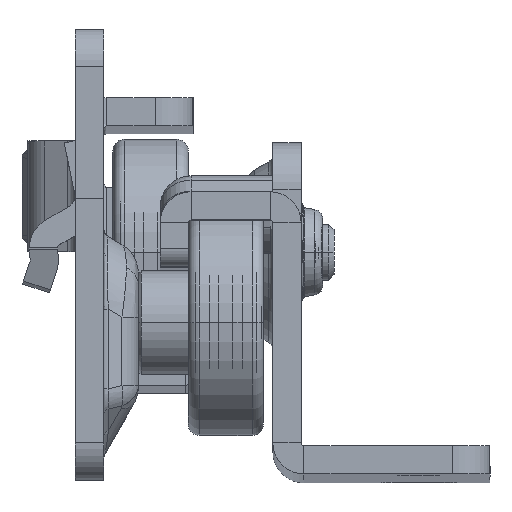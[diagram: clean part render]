
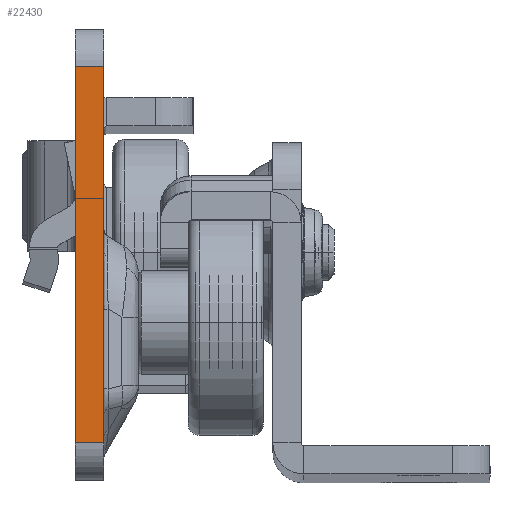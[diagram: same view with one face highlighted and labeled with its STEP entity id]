
A CAD part, top view. The second image highlights one B-rep face of the part: STEP entity #22430.
In plain terms, the highlighted planar face has unit normal (0, 0, 1).
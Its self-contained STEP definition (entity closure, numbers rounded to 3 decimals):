
#1354 = VECTOR ( 'NONE', #19081, 1000. ) ;
#2079 = VERTEX_POINT ( 'NONE', #2486 ) ;
#2197 = VERTEX_POINT ( 'NONE', #7441 ) ;
#2486 = CARTESIAN_POINT ( 'NONE',  ( 0., 18.3, 0. ) ) ;
#4388 = VECTOR ( 'NONE', #23428, 1000. ) ;
#4643 = CARTESIAN_POINT ( 'NONE',  ( -3., 18.3, 0. ) ) ;
#4909 = CARTESIAN_POINT ( 'NONE',  ( -122.719, -21.7, 0. ) ) ;
#4926 = VERTEX_POINT ( 'NONE', #22062 ) ;
#5688 = CARTESIAN_POINT ( 'NONE',  ( -3., -29.094, 0. ) ) ;
#6909 = LINE ( 'NONE', #4643, #18761 ) ;
#6917 = PLANE ( 'NONE',  #19413 ) ;
#7017 = VERTEX_POINT ( 'NONE', #20801 ) ;
#7441 = CARTESIAN_POINT ( 'NONE',  ( 0., -21.7, 0. ) ) ;
#9042 = FACE_OUTER_BOUND ( 'NONE', #21028, .T. ) ;
#9181 = DIRECTION ( 'NONE',  ( 1., 0., 0. ) ) ;
#9524 = EDGE_CURVE ( 'NONE', #7017, #2079, #6909, .T. ) ;
#11126 = DIRECTION ( 'NONE',  ( 1., 0., 0. ) ) ;
#12056 = EDGE_CURVE ( 'NONE', #7017, #4926, #19030, .T. ) ;
#12246 = LINE ( 'NONE', #12665, #1354 ) ;
#12665 = CARTESIAN_POINT ( 'NONE',  ( 0., -29.094, 0. ) ) ;
#13413 = DIRECTION ( 'NONE',  ( 0., 0., 1. ) ) ;
#15935 = ORIENTED_EDGE ( 'NONE', *, *, #12056, .T. ) ;
#18194 = VECTOR ( 'NONE', #11126, 1000. ) ;
#18761 = VECTOR ( 'NONE', #26776, 1000. ) ;
#19030 = LINE ( 'NONE', #5688, #4388 ) ;
#19081 = DIRECTION ( 'NONE',  ( 0., -1., 0. ) ) ;
#19413 = AXIS2_PLACEMENT_3D ( 'NONE', #24237, #13413, #9181 ) ;
#20730 = ORIENTED_EDGE ( 'NONE', *, *, #24027, .F. ) ;
#20801 = CARTESIAN_POINT ( 'NONE',  ( -3., 18.3, 0. ) ) ;
#21028 = EDGE_LOOP ( 'NONE', ( #20730, #27243, #15935, #26896 ) ) ;
#22062 = CARTESIAN_POINT ( 'NONE',  ( -3., -21.7, 0. ) ) ;
#22430 = ADVANCED_FACE ( 'NONE', ( #9042 ), #6917, .T. ) ;
#23428 = DIRECTION ( 'NONE',  ( 0., -1., 0. ) ) ;
#24027 = EDGE_CURVE ( 'NONE', #2079, #2197, #12246, .T. ) ;
#24237 = CARTESIAN_POINT ( 'NONE',  ( -3., -29.094, 0. ) ) ;
#24345 = LINE ( 'NONE', #4909, #18194 ) ;
#26776 = DIRECTION ( 'NONE',  ( 1., 0., 0. ) ) ;
#26820 = EDGE_CURVE ( 'NONE', #4926, #2197, #24345, .T. ) ;
#26896 = ORIENTED_EDGE ( 'NONE', *, *, #26820, .T. ) ;
#27243 = ORIENTED_EDGE ( 'NONE', *, *, #9524, .F. ) ;
